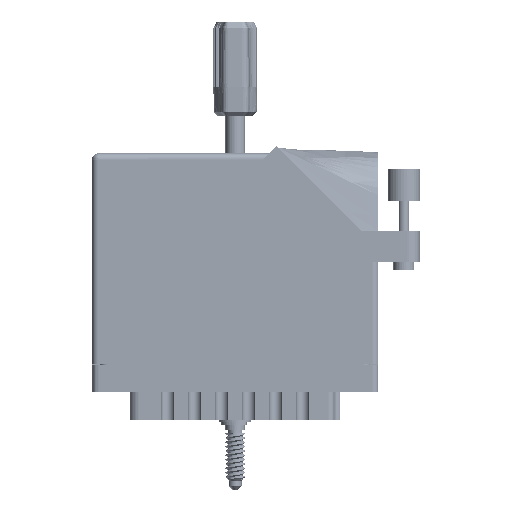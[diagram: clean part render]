
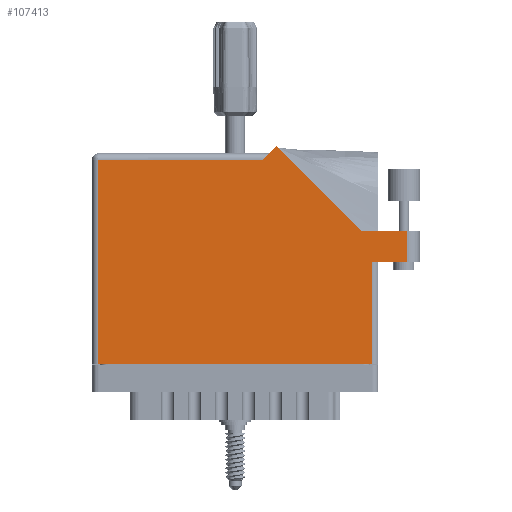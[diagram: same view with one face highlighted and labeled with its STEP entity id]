
A CAD part, front view. The second image highlights one B-rep face of the part: STEP entity #107413.
In plain terms, the highlighted face is planar.
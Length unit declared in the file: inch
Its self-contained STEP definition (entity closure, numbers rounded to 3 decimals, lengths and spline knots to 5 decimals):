
#298 = DIRECTION ( 'NONE',  ( 0., 1., 0. ) ) ;
#402 = LINE ( 'NONE', #55755, #57178 ) ;
#913 = CARTESIAN_POINT ( 'NONE',  ( 2.58942, 1.287, 0. ) ) ;
#1639 = DIRECTION ( 'NONE',  ( -0.707, 0.707, 0. ) ) ;
#5435 = VECTOR ( 'NONE', #1639, 39.37008 ) ;
#7886 = EDGE_CURVE ( 'NONE', #72033, #18544, #402, .T. ) ;
#8342 = DIRECTION ( 'NONE',  ( 0., -1., 0. ) ) ;
#10173 = CARTESIAN_POINT ( 'NONE',  ( 3.03, 0.98, 0. ) ) ;
#12401 = ORIENTED_EDGE ( 'NONE', *, *, #58748, .T. ) ;
#15521 = DIRECTION ( 'NONE',  ( 1., 0., 0. ) ) ;
#16295 = VERTEX_POINT ( 'NONE', #10173 ) ;
#16417 = CARTESIAN_POINT ( 'NONE',  ( 2.693, 0., 0. ) ) ;
#16740 = ORIENTED_EDGE ( 'NONE', *, *, #93740, .T. ) ;
#17417 = EDGE_CURVE ( 'NONE', #43780, #16295, #20886, .T. ) ;
#17433 = CARTESIAN_POINT ( 'NONE',  ( 2.693, 0.98, 0. ) ) ;
#18544 = VERTEX_POINT ( 'NONE', #87029 ) ;
#19629 = FACE_OUTER_BOUND ( 'NONE', #28987, .T. ) ;
#19749 = LINE ( 'NONE', #65983, #97845 ) ;
#20886 = LINE ( 'NONE', #40988, #61937 ) ;
#24334 = DIRECTION ( 'NONE',  ( -1., 0., 0. ) ) ;
#25536 = VECTOR ( 'NONE', #8342, 39.37008 ) ;
#27911 = DIRECTION ( 'NONE',  ( -1., 0., 0. ) ) ;
#28987 = EDGE_LOOP ( 'NONE', ( #104841, #107996, #92934, #12401, #86900, #85375, #86043, #33777, #16740 ) ) ;
#33777 = ORIENTED_EDGE ( 'NONE', *, *, #39676, .T. ) ;
#38634 = DIRECTION ( 'NONE',  ( -0.707, -0.707, 0. ) ) ;
#39676 = EDGE_CURVE ( 'NONE', #45816, #46037, #91147, .T. ) ;
#40728 = VECTOR ( 'NONE', #298, 39.37008 ) ;
#40988 = CARTESIAN_POINT ( 'NONE',  ( 2.755, 0.98, 0. ) ) ;
#43709 = VECTOR ( 'NONE', #24334, 39.37008 ) ;
#43780 = VERTEX_POINT ( 'NONE', #17433 ) ;
#45562 = DIRECTION ( 'NONE',  ( 0., 0., -1. ) ) ;
#45816 = VERTEX_POINT ( 'NONE', #101604 ) ;
#45943 = CARTESIAN_POINT ( 'NONE',  ( 0., 2.03, 0. ) ) ;
#46037 = VERTEX_POINT ( 'NONE', #16417 ) ;
#50020 = CARTESIAN_POINT ( 'NONE',  ( 3.03, 1.287, 0. ) ) ;
#53997 = EDGE_CURVE ( 'NONE', #90371, #45816, #62533, .T. ) ;
#55755 = CARTESIAN_POINT ( 'NONE',  ( 3.155, 1.287, 0. ) ) ;
#56727 = VECTOR ( 'NONE', #38634, 39.37008 ) ;
#57178 = VECTOR ( 'NONE', #71322, 39.37008 ) ;
#58748 = EDGE_CURVE ( 'NONE', #18544, #78093, #95430, .T. ) ;
#58999 = CARTESIAN_POINT ( 'NONE',  ( 3.03, 1.287, 0. ) ) ;
#61676 = DIRECTION ( 'NONE',  ( 1., 0., 0. ) ) ;
#61937 = VECTOR ( 'NONE', #15521, 39.37008 ) ;
#62533 = LINE ( 'NONE', #89160, #25536 ) ;
#65983 = CARTESIAN_POINT ( 'NONE',  ( 2.693, 0.98, 0. ) ) ;
#68458 = EDGE_CURVE ( 'NONE', #78093, #79101, #96459, .T. ) ;
#71122 = VECTOR ( 'NONE', #61676, 39.37008 ) ;
#71322 = DIRECTION ( 'NONE',  ( -1., 0., 0. ) ) ;
#71353 = EDGE_CURVE ( 'NONE', #79101, #90371, #82230, .T. ) ;
#72033 = VERTEX_POINT ( 'NONE', #50020 ) ;
#74482 = DIRECTION ( 'NONE',  ( 0., 1., 0. ) ) ;
#78093 = VERTEX_POINT ( 'NONE', #82041 ) ;
#78759 = EDGE_CURVE ( 'NONE', #16295, #72033, #85792, .T. ) ;
#79101 = VERTEX_POINT ( 'NONE', #79731 ) ;
#79731 = CARTESIAN_POINT ( 'NONE',  ( 1.643, 1.968, 0. ) ) ;
#79789 = CARTESIAN_POINT ( 'NONE',  ( 1.705, 2.03, 0. ) ) ;
#82041 = CARTESIAN_POINT ( 'NONE',  ( 1.77571, 2.10071, 0. ) ) ;
#82230 = LINE ( 'NONE', #92036, #43709 ) ;
#84001 = CARTESIAN_POINT ( 'NONE',  ( 0.062, 1.968, 0. ) ) ;
#85375 = ORIENTED_EDGE ( 'NONE', *, *, #71353, .T. ) ;
#85792 = LINE ( 'NONE', #58999, #40728 ) ;
#86043 = ORIENTED_EDGE ( 'NONE', *, *, #53997, .T. ) ;
#86900 = ORIENTED_EDGE ( 'NONE', *, *, #68458, .T. ) ;
#87029 = CARTESIAN_POINT ( 'NONE',  ( 2.58942, 1.287, 0. ) ) ;
#89160 = CARTESIAN_POINT ( 'NONE',  ( 0.062, 0., 0. ) ) ;
#90371 = VERTEX_POINT ( 'NONE', #84001 ) ;
#91147 = LINE ( 'NONE', #95031, #71122 ) ;
#92036 = CARTESIAN_POINT ( 'NONE',  ( 0., 1.968, 0. ) ) ;
#92934 = ORIENTED_EDGE ( 'NONE', *, *, #7886, .T. ) ;
#93079 = AXIS2_PLACEMENT_3D ( 'NONE', #45943, #45562, #27911 ) ;
#93740 = EDGE_CURVE ( 'NONE', #46037, #43780, #19749, .T. ) ;
#95031 = CARTESIAN_POINT ( 'NONE',  ( 0., 0., 0. ) ) ;
#95430 = LINE ( 'NONE', #913, #5435 ) ;
#96319 = PLANE ( 'NONE',  #93079 ) ;
#96459 = LINE ( 'NONE', #79789, #56727 ) ;
#97845 = VECTOR ( 'NONE', #74482, 39.37008 ) ;
#101604 = CARTESIAN_POINT ( 'NONE',  ( 0.062, 0., 0. ) ) ;
#104841 = ORIENTED_EDGE ( 'NONE', *, *, #17417, .T. ) ;
#107413 = ADVANCED_FACE ( 'NONE', ( #19629 ), #96319, .F. ) ;
#107996 = ORIENTED_EDGE ( 'NONE', *, *, #78759, .T. ) ;
